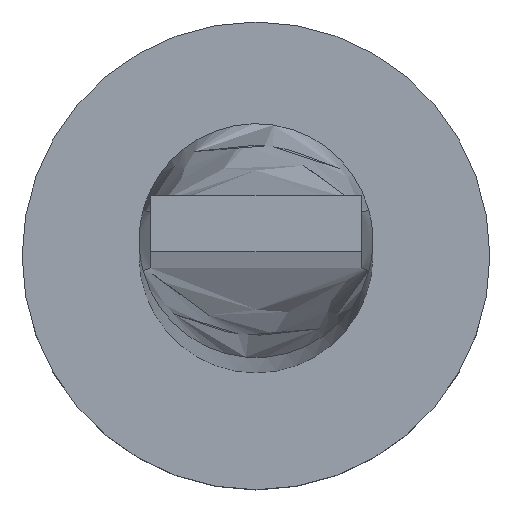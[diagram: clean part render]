
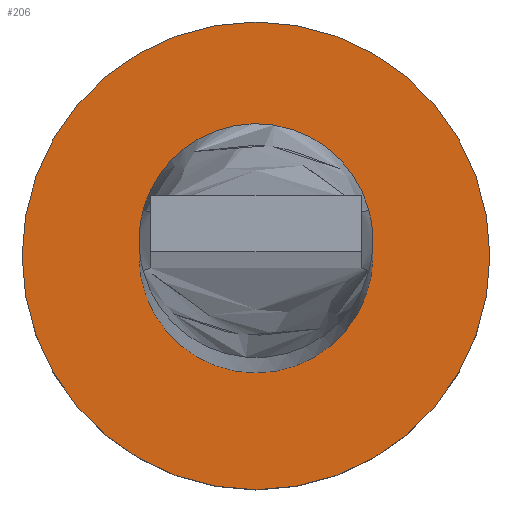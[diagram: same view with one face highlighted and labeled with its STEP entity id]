
A CAD part, top view. The second image highlights one B-rep face of the part: STEP entity #206.
In plain terms, the highlighted planar face has unit normal (0, 0, 1).
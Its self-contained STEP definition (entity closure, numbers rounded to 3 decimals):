
#10 = VERTEX_POINT ( 'NONE', #88 ) ;
#38 = DIRECTION ( 'NONE',  ( 0., 0., 1. ) ) ;
#50 = CIRCLE ( 'NONE', #528, 2.5 ) ;
#67 = CARTESIAN_POINT ( 'NONE',  ( -5., 0., 3. ) ) ;
#76 = DIRECTION ( 'NONE',  ( 1., 0., 0. ) ) ;
#78 = CIRCLE ( 'NONE', #225, 2.5 ) ;
#79 = CARTESIAN_POINT ( 'NONE',  ( 0., 0., 3. ) ) ;
#88 = CARTESIAN_POINT ( 'NONE',  ( 2.5, 0., 3. ) ) ;
#90 = AXIS2_PLACEMENT_3D ( 'NONE', #189, #369, #508 ) ;
#94 = EDGE_LOOP ( 'NONE', ( #248, #499 ) ) ;
#120 = DIRECTION ( 'NONE',  ( 1., 0., 0. ) ) ;
#143 = DIRECTION ( 'NONE',  ( 1., 0., 0. ) ) ;
#153 = AXIS2_PLACEMENT_3D ( 'NONE', #574, #38, #143 ) ;
#158 = DIRECTION ( 'NONE',  ( 0., 0., 1. ) ) ;
#189 = CARTESIAN_POINT ( 'NONE',  ( 0., 0., 3. ) ) ;
#206 = ADVANCED_FACE ( 'NONE', ( #440, #396 ), #489, .T. ) ;
#212 = CARTESIAN_POINT ( 'NONE',  ( 0., 0., 3. ) ) ;
#220 = EDGE_CURVE ( 'NONE', #10, #224, #78, .T. ) ;
#221 = EDGE_CURVE ( 'NONE', #488, #445, #408, .T. ) ;
#224 = VERTEX_POINT ( 'NONE', #536 ) ;
#225 = AXIS2_PLACEMENT_3D ( 'NONE', #292, #476, #76 ) ;
#234 = AXIS2_PLACEMENT_3D ( 'NONE', #212, #392, #565 ) ;
#248 = ORIENTED_EDGE ( 'NONE', *, *, #366, .T. ) ;
#288 = CIRCLE ( 'NONE', #90, 5. ) ;
#291 = CARTESIAN_POINT ( 'NONE',  ( 5., 0., 3. ) ) ;
#292 = CARTESIAN_POINT ( 'NONE',  ( 0., 0., 3. ) ) ;
#303 = EDGE_LOOP ( 'NONE', ( #407, #485 ) ) ;
#366 = EDGE_CURVE ( 'NONE', #445, #488, #288, .T. ) ;
#369 = DIRECTION ( 'NONE',  ( 0., 0., 1. ) ) ;
#392 = DIRECTION ( 'NONE',  ( 0., 0., 1. ) ) ;
#396 = FACE_OUTER_BOUND ( 'NONE', #94, .T. ) ;
#407 = ORIENTED_EDGE ( 'NONE', *, *, #433, .F. ) ;
#408 = CIRCLE ( 'NONE', #153, 5. ) ;
#433 = EDGE_CURVE ( 'NONE', #224, #10, #50, .T. ) ;
#440 = FACE_BOUND ( 'NONE', #303, .T. ) ;
#445 = VERTEX_POINT ( 'NONE', #67 ) ;
#476 = DIRECTION ( 'NONE',  ( 0., 0., 1. ) ) ;
#485 = ORIENTED_EDGE ( 'NONE', *, *, #220, .F. ) ;
#488 = VERTEX_POINT ( 'NONE', #291 ) ;
#489 = PLANE ( 'NONE',  #234 ) ;
#499 = ORIENTED_EDGE ( 'NONE', *, *, #221, .T. ) ;
#508 = DIRECTION ( 'NONE',  ( 1., 0., 0. ) ) ;
#528 = AXIS2_PLACEMENT_3D ( 'NONE', #79, #158, #120 ) ;
#536 = CARTESIAN_POINT ( 'NONE',  ( -2.5, 0., 3. ) ) ;
#565 = DIRECTION ( 'NONE',  ( 1., 0., 0. ) ) ;
#574 = CARTESIAN_POINT ( 'NONE',  ( 0., 0., 3. ) ) ;
